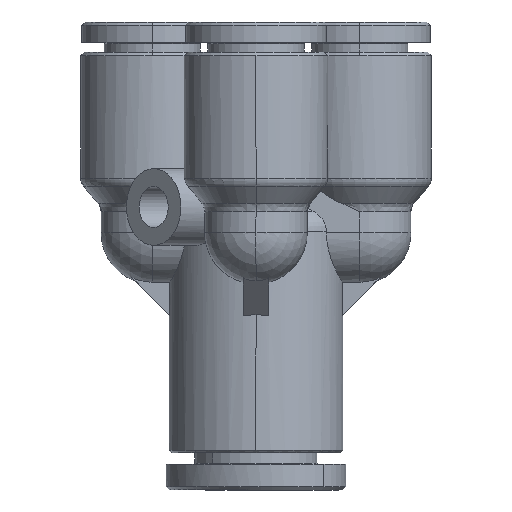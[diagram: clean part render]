
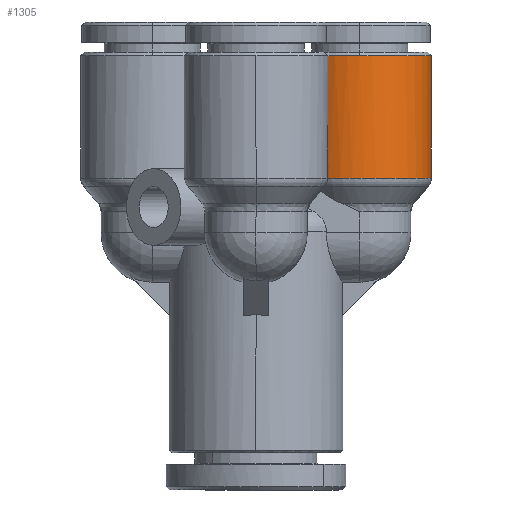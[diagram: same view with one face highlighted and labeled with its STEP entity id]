
A CAD part, left-side view. The second image highlights one B-rep face of the part: STEP entity #1305.
In plain terms, the highlighted cylindrical face has radius 5.6 mm (diameter 11.2 mm), a partial arc.
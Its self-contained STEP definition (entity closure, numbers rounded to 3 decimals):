
#1212=CARTESIAN_POINT('',(-5.332,-8.1,-21.976));
#1213=DIRECTION('',(1.0,0.,0.));
#1214=DIRECTION('',(0.0,-1.0,0.0));
#1215=AXIS2_PLACEMENT_3D('',#1212,#1213,#1214);
#1216=CYLINDRICAL_SURFACE('',#1215,5.6);
#1217=CARTESIAN_POINT('',(-10.932,-13.7,-21.976));
#1218=VERTEX_POINT('',#1217);
#1219=CARTESIAN_POINT('',(-1.397,-13.7,-21.976));
#1220=VERTEX_POINT('',#1219);
#1221=CARTESIAN_POINT('',(-10.932,-13.7,-21.976));
#1222=DIRECTION('',(1.0,0.0,0.0));
#1223=VECTOR('',#1222,9.535);
#1224=LINE('',#1221,#1223);
#1225=EDGE_CURVE('',#1218,#1220,#1224,.T.);
#1226=ORIENTED_EDGE('',*,*,#1225,.F.);
#1227=CARTESIAN_POINT('',(-10.932,-8.1,-27.576));
#1228=VERTEX_POINT('',#1227);
#1229=CARTESIAN_POINT('',(-10.932,-8.1,-21.976));
#1230=DIRECTION('',(-1.0,0.0,0.0));
#1231=DIRECTION('',(0.0,0.0,-1.0));
#1232=AXIS2_PLACEMENT_3D('',#1229,#1230,#1231);
#1233=CIRCLE('',#1232,5.6);
#1234=EDGE_CURVE('',#1228,#1218,#1233,.T.);
#1235=ORIENTED_EDGE('',*,*,#1234,.F.);
#1236=CARTESIAN_POINT('',(-10.932,-2.5,-21.976));
#1237=VERTEX_POINT('',#1236);
#1238=CARTESIAN_POINT('',(-10.932,-8.1,-21.976));
#1239=DIRECTION('',(-1.0,0.0,0.0));
#1240=DIRECTION('',(0.0,0.0,-1.0));
#1241=AXIS2_PLACEMENT_3D('',#1238,#1239,#1240);
#1242=CIRCLE('',#1241,5.6);
#1243=EDGE_CURVE('',#1237,#1228,#1242,.T.);
#1244=ORIENTED_EDGE('',*,*,#1243,.F.);
#1245=CARTESIAN_POINT('',(-1.556,-2.5,-21.976));
#1246=VERTEX_POINT('',#1245);
#1247=CARTESIAN_POINT('',(-1.556,-2.5,-21.976));
#1248=DIRECTION('',(-1.0,0.0,0.0));
#1249=VECTOR('',#1248,9.376);
#1250=LINE('',#1247,#1249);
#1251=EDGE_CURVE('',#1246,#1237,#1250,.T.);
#1252=ORIENTED_EDGE('',*,*,#1251,.F.);
#1253=CARTESIAN_POINT('',(-1.397,-2.507,-22.252));
#1254=VERTEX_POINT('',#1253);
#1255=CARTESIAN_POINT('',(-1.556,-2.5,-21.976));
#1256=CARTESIAN_POINT('',(-1.508,-2.5,-22.071));
#1257=CARTESIAN_POINT('',(-1.455,-2.502,-22.163));
#1258=CARTESIAN_POINT('',(-1.397,-2.507,-22.252));
#1259=B_SPLINE_CURVE_WITH_KNOTS('',3,(#1255,#1256,#1257,#1258),.UNSPECIFIED.,.F.,.U.,(4,4),(3.682,4.006),.UNSPECIFIED.);
#1260=EDGE_CURVE('',#1246,#1254,#1259,.T.);
#1261=ORIENTED_EDGE('',*,*,#1260,.T.);
#1262=CARTESIAN_POINT('',(-1.397,-3.1,-24.498));
#1263=VERTEX_POINT('',#1262);
#1264=CARTESIAN_POINT('',(-1.397,-8.1,-21.976));
#1265=DIRECTION('',(1.0,0.0,0.0));
#1266=DIRECTION('',(0.0,1.0,0.0));
#1267=AXIS2_PLACEMENT_3D('',#1264,#1265,#1266);
#1268=CIRCLE('',#1267,5.6);
#1269=EDGE_CURVE('',#1263,#1254,#1268,.T.);
#1270=ORIENTED_EDGE('',*,*,#1269,.F.);
#1271=CARTESIAN_POINT('',(-9.632,-3.1,-24.498));
#1272=VERTEX_POINT('',#1271);
#1273=CARTESIAN_POINT('',(-1.397,-3.1,-24.498));
#1274=DIRECTION('',(-1.0,0.0,0.0));
#1275=VECTOR('',#1274,8.235);
#1276=LINE('',#1273,#1275);
#1277=EDGE_CURVE('',#1263,#1272,#1276,.T.);
#1278=ORIENTED_EDGE('',*,*,#1277,.T.);
#1279=CARTESIAN_POINT('',(-9.632,-4.181,-25.976));
#1280=VERTEX_POINT('',#1279);
#1281=CARTESIAN_POINT('',(-9.632,-8.1,-21.976));
#1282=DIRECTION('',(1.0,0.0,0.0));
#1283=DIRECTION('',(0.0,0.0,1.0));
#1284=AXIS2_PLACEMENT_3D('',#1281,#1282,#1283);
#1285=CIRCLE('',#1284,5.6);
#1286=EDGE_CURVE('',#1280,#1272,#1285,.T.);
#1287=ORIENTED_EDGE('',*,*,#1286,.F.);
#1288=CARTESIAN_POINT('',(-1.397,-4.181,-25.976));
#1289=VERTEX_POINT('',#1288);
#1290=CARTESIAN_POINT('',(-9.632,-4.181,-25.976));
#1291=DIRECTION('',(1.0,0.0,0.0));
#1292=VECTOR('',#1291,8.235);
#1293=LINE('',#1290,#1292);
#1294=EDGE_CURVE('',#1280,#1289,#1293,.T.);
#1295=ORIENTED_EDGE('',*,*,#1294,.T.);
#1296=CARTESIAN_POINT('',(-1.397,-8.1,-21.976));
#1297=DIRECTION('',(1.0,0.0,0.0));
#1298=DIRECTION('',(0.0,1.0,0.0));
#1299=AXIS2_PLACEMENT_3D('',#1296,#1297,#1298);
#1300=CIRCLE('',#1299,5.6);
#1301=EDGE_CURVE('',#1220,#1289,#1300,.T.);
#1302=ORIENTED_EDGE('',*,*,#1301,.F.);
#1303=EDGE_LOOP('',(#1226,#1235,#1244,#1252,#1261,#1270,#1278,#1287,#1295,#1302));
#1304=FACE_OUTER_BOUND('',#1303,.T.);
#1305=ADVANCED_FACE('',(#1304),#1216,.T.);
